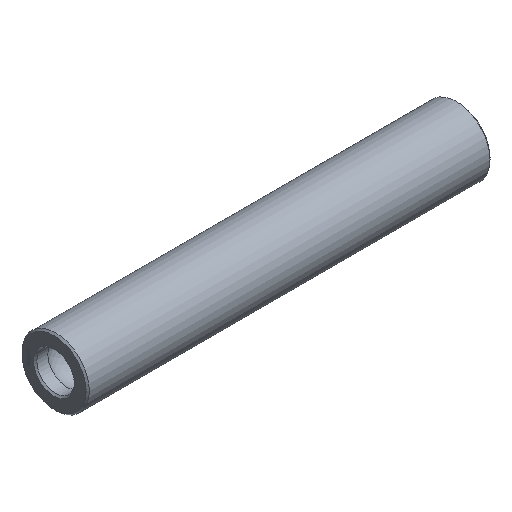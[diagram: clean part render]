
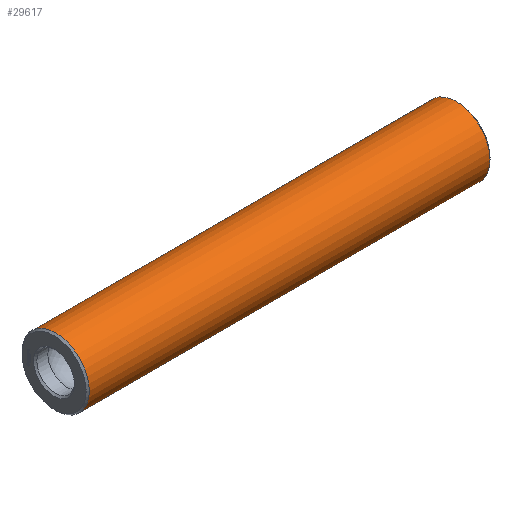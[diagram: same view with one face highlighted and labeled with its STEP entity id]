
A CAD part, isometric view. The second image highlights one B-rep face of the part: STEP entity #29617.
In plain terms, the highlighted cylindrical face has radius 6.25 mm (diameter 12.5 mm), a full revolution.
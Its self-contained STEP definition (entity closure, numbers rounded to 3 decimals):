
#126 = CONICAL_SURFACE('',#127,5.95,0.785);
#127 = AXIS2_PLACEMENT_3D('',#128,#129,#130);
#128 = CARTESIAN_POINT('',(-75.,0.,0.));
#129 = DIRECTION('',(1.,0.,0.));
#130 = DIRECTION('',(0.,0.,1.));
#11017 = VERTEX_POINT('',#11018);
#11018 = CARTESIAN_POINT('',(-74.7,0.,6.25));
#11039 = EDGE_CURVE('',#11017,#11017,#11040,.T.);
#11040 = SURFACE_CURVE('',#11041,(#11046,#11053),.PCURVE_S1.);
#11041 = CIRCLE('',#11042,6.25);
#11042 = AXIS2_PLACEMENT_3D('',#11043,#11044,#11045);
#11043 = CARTESIAN_POINT('',(-74.7,0.,0.));
#11044 = DIRECTION('',(1.,0.,0.));
#11045 = DIRECTION('',(0.,0.,1.));
#11046 = PCURVE('',#126,#11047);
#11047 = DEFINITIONAL_REPRESENTATION('',(#11048),#11052);
#11048 = LINE('',#11049,#11050);
#11049 = CARTESIAN_POINT('',(0.,0.3));
#11050 = VECTOR('',#11051,1.);
#11051 = DIRECTION('',(1.,0.));
#11052 = ( GEOMETRIC_REPRESENTATION_CONTEXT(2) 
PARAMETRIC_REPRESENTATION_CONTEXT() REPRESENTATION_CONTEXT('2D SPACE',''
  ) );
#11053 = PCURVE('',#11054,#11059);
#11054 = CYLINDRICAL_SURFACE('',#11055,6.25);
#11055 = AXIS2_PLACEMENT_3D('',#11056,#11057,#11058);
#11056 = CARTESIAN_POINT('',(-74.7,0.,0.));
#11057 = DIRECTION('',(1.,0.,0.));
#11058 = DIRECTION('',(0.,0.,1.));
#11059 = DEFINITIONAL_REPRESENTATION('',(#11060),#11064);
#11060 = LINE('',#11061,#11062);
#11061 = CARTESIAN_POINT('',(0.,0.));
#11062 = VECTOR('',#11063,1.);
#11063 = DIRECTION('',(1.,0.));
#11064 = ( GEOMETRIC_REPRESENTATION_CONTEXT(2) 
PARAMETRIC_REPRESENTATION_CONTEXT() REPRESENTATION_CONTEXT('2D SPACE',''
  ) );
#29617 = ADVANCED_FACE('',(#29618),#11054,.T.);
#29618 = FACE_BOUND('',#29619,.T.);
#29619 = EDGE_LOOP('',(#29620,#29621,#29644,#29671));
#29620 = ORIENTED_EDGE('',*,*,#11039,.T.);
#29621 = ORIENTED_EDGE('',*,*,#29622,.T.);
#29622 = EDGE_CURVE('',#11017,#29623,#29625,.T.);
#29623 = VERTEX_POINT('',#29624);
#29624 = CARTESIAN_POINT('',(-0.3,0.,6.25));
#29625 = SEAM_CURVE('',#29626,(#29630,#29637),.PCURVE_S1.);
#29626 = LINE('',#29627,#29628);
#29627 = CARTESIAN_POINT('',(-74.7,0.,6.25));
#29628 = VECTOR('',#29629,1.);
#29629 = DIRECTION('',(1.,0.,0.));
#29630 = PCURVE('',#11054,#29631);
#29631 = DEFINITIONAL_REPRESENTATION('',(#29632),#29636);
#29632 = LINE('',#29633,#29634);
#29633 = CARTESIAN_POINT('',(0.,0.));
#29634 = VECTOR('',#29635,1.);
#29635 = DIRECTION('',(0.,1.));
#29636 = ( GEOMETRIC_REPRESENTATION_CONTEXT(2) 
PARAMETRIC_REPRESENTATION_CONTEXT() REPRESENTATION_CONTEXT('2D SPACE',''
  ) );
#29637 = PCURVE('',#11054,#29638);
#29638 = DEFINITIONAL_REPRESENTATION('',(#29639),#29643);
#29639 = LINE('',#29640,#29641);
#29640 = CARTESIAN_POINT('',(6.283,0.));
#29641 = VECTOR('',#29642,1.);
#29642 = DIRECTION('',(0.,1.));
#29643 = ( GEOMETRIC_REPRESENTATION_CONTEXT(2) 
PARAMETRIC_REPRESENTATION_CONTEXT() REPRESENTATION_CONTEXT('2D SPACE',''
  ) );
#29644 = ORIENTED_EDGE('',*,*,#29645,.F.);
#29645 = EDGE_CURVE('',#29623,#29623,#29646,.T.);
#29646 = SURFACE_CURVE('',#29647,(#29652,#29659),.PCURVE_S1.);
#29647 = CIRCLE('',#29648,6.25);
#29648 = AXIS2_PLACEMENT_3D('',#29649,#29650,#29651);
#29649 = CARTESIAN_POINT('',(-0.3,0.,0.));
#29650 = DIRECTION('',(1.,0.,0.));
#29651 = DIRECTION('',(0.,0.,1.));
#29652 = PCURVE('',#11054,#29653);
#29653 = DEFINITIONAL_REPRESENTATION('',(#29654),#29658);
#29654 = LINE('',#29655,#29656);
#29655 = CARTESIAN_POINT('',(0.,74.4));
#29656 = VECTOR('',#29657,1.);
#29657 = DIRECTION('',(1.,0.));
#29658 = ( GEOMETRIC_REPRESENTATION_CONTEXT(2) 
PARAMETRIC_REPRESENTATION_CONTEXT() REPRESENTATION_CONTEXT('2D SPACE',''
  ) );
#29659 = PCURVE('',#29660,#29665);
#29660 = CONICAL_SURFACE('',#29661,6.25,0.785);
#29661 = AXIS2_PLACEMENT_3D('',#29662,#29663,#29664);
#29662 = CARTESIAN_POINT('',(-0.3,0.,0.));
#29663 = DIRECTION('',(-1.,-0.,-0.));
#29664 = DIRECTION('',(0.,0.,1.));
#29665 = DEFINITIONAL_REPRESENTATION('',(#29666),#29670);
#29666 = LINE('',#29667,#29668);
#29667 = CARTESIAN_POINT('',(-0.,-0.));
#29668 = VECTOR('',#29669,1.);
#29669 = DIRECTION('',(-1.,-0.));
#29670 = ( GEOMETRIC_REPRESENTATION_CONTEXT(2) 
PARAMETRIC_REPRESENTATION_CONTEXT() REPRESENTATION_CONTEXT('2D SPACE',''
  ) );
#29671 = ORIENTED_EDGE('',*,*,#29622,.F.);
